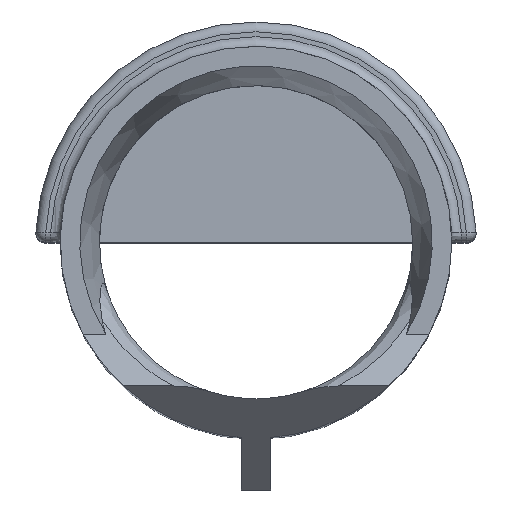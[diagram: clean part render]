
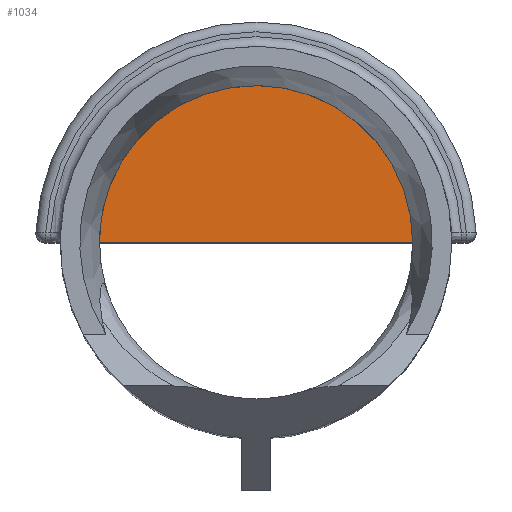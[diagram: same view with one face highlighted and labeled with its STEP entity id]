
A CAD part, top view. The second image highlights one B-rep face of the part: STEP entity #1034.
In plain terms, the highlighted planar face has unit normal (0, 0, 1).
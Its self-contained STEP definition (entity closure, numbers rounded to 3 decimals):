
#50=PLANE('',#1176);
#107=LINE('',#2341,#161);
#161=VECTOR('',#1479,10.);
#170=CIRCLE('',#1065,6.4);
#300=FACE_OUTER_BOUND('',#367,.T.);
#367=EDGE_LOOP('',(#943,#944));
#420=VERTEX_POINT('',#1558);
#428=VERTEX_POINT('',#1576);
#521=EDGE_CURVE('',#428,#420,#170,.T.);
#653=EDGE_CURVE('',#428,#420,#107,.T.);
#943=ORIENTED_EDGE('',*,*,#521,.F.);
#944=ORIENTED_EDGE('',*,*,#653,.T.);
#1034=ADVANCED_FACE('',(#300),#50,.T.);
#1065=AXIS2_PLACEMENT_3D('',#1578,#1213,#1214);
#1176=AXIS2_PLACEMENT_3D('',#2342,#1480,#1481);
#1213=DIRECTION('center_axis',(0.,0.,-1.));
#1214=DIRECTION('ref_axis',(-1.,0.,0.));
#1479=DIRECTION('',(1.,0.,0.));
#1480=DIRECTION('center_axis',(0.,0.,1.));
#1481=DIRECTION('ref_axis',(-1.,0.,0.));
#1558=CARTESIAN_POINT('',(6.4,-10.,60.));
#1576=CARTESIAN_POINT('',(-6.4,-10.,60.));
#1578=CARTESIAN_POINT('Origin',(0.,-10.,60.));
#2341=CARTESIAN_POINT('',(-9.,-10.,60.));
#2342=CARTESIAN_POINT('Origin',(0.,-10.,60.));
